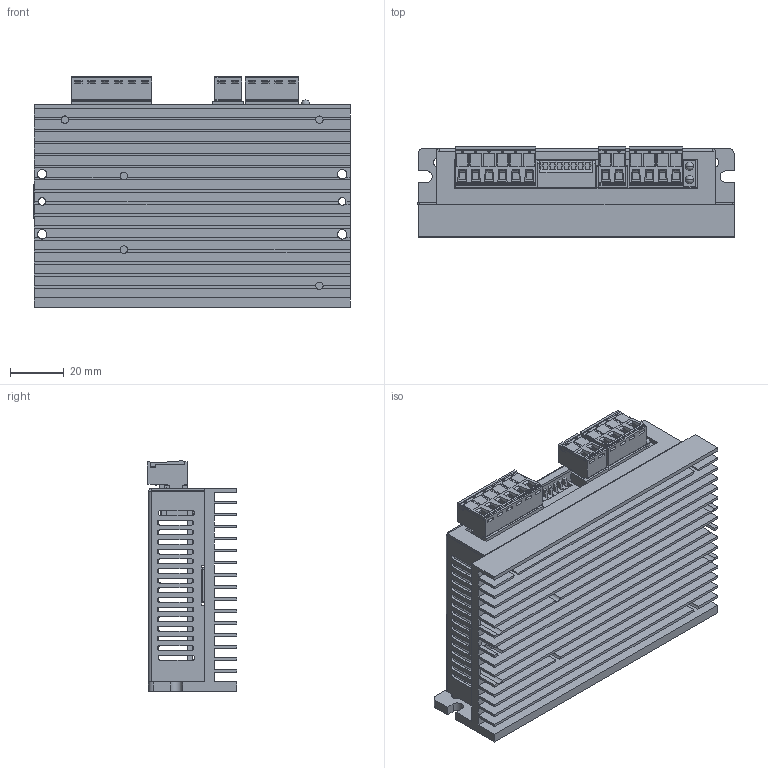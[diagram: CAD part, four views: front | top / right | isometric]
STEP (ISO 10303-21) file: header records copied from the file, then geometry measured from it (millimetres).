
FILE_DESCRIPTION((''),'2;1');
FILE_NAME('RT-R60','2025-03-31T10:07:08',('ruiwe'),(''),'CREO PARAMETRIC BY PTC INC, 2021063','CREO PARAMETRIC BY PTC INC, 2021063','');
FILE_SCHEMA(('CONFIG_CONTROL_DESIGN','SHAPE_APPEARANCE_LAYERS_GROUPS'));
Products named in the file (1): RT-R60
Bounding box: 118.1 x 33.5 x 86.03 mm (x, y, z)
Volume: 86886.5 mm3; surface area: 113959.2 mm2
Topology: 13 solids, 125 shells, 4549 faces, 14223 edges, 9847 vertices
Faces by surface type: plane 2941, cylinder 943, bspline 331, torus 180, cone 150, sphere 4
Entity records: 185046 total; most frequent: CARTESIAN_POINT 48153, ORIENTED_EDGE 26589, DIRECTION 23126, EDGE_CURVE 14219, VERTEX_POINT 9847, VECTOR 9812, LINE 9812, AXIS2_PLACEMENT_3D 6657
